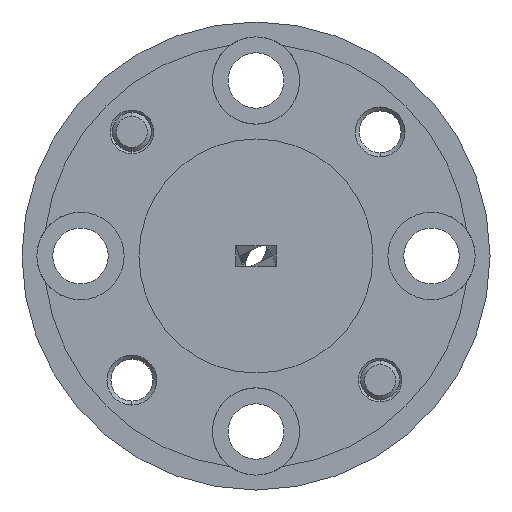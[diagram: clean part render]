
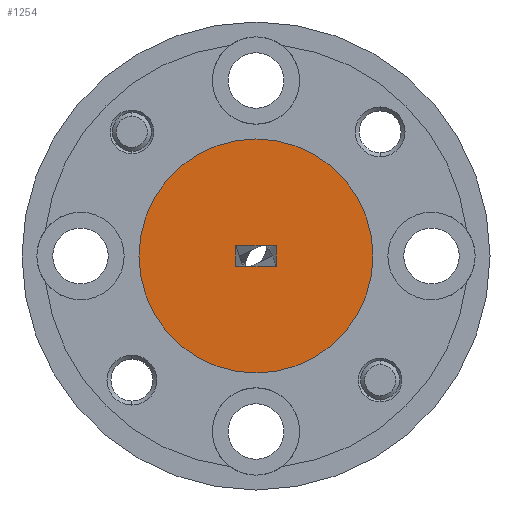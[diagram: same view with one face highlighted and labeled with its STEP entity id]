
A CAD part, left-side view. The second image highlights one B-rep face of the part: STEP entity #1254.
In plain terms, the highlighted planar face has unit normal (-1, 0, 0).
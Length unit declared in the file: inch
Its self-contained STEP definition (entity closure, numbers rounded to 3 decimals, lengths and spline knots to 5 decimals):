
#332 = CIRCLE ( 'NONE', #3592, 0.1875 ) ;
#399 = DIRECTION ( 'NONE',  ( 0., 1., 0. ) ) ;
#478 = CARTESIAN_POINT ( 'NONE',  ( 3., 0.0325, -0.01625 ) ) ;
#847 = DIRECTION ( 'NONE',  ( 1., 0., 0. ) ) ;
#1084 = VECTOR ( 'NONE', #399, 39.37008 ) ;
#1254 = ADVANCED_FACE ( 'NONE', ( #4838, #1939 ), #6590, .F. ) ;
#1654 = DIRECTION ( 'NONE',  ( -1., 0., 0. ) ) ;
#1843 = ORIENTED_EDGE ( 'NONE', *, *, #5597, .F. ) ;
#1850 = EDGE_CURVE ( 'NONE', #2078, #4561, #3269, .T. ) ;
#1939 = FACE_OUTER_BOUND ( 'NONE', #6538, .T. ) ;
#2078 = VERTEX_POINT ( 'NONE', #3905 ) ;
#2085 = CARTESIAN_POINT ( 'NONE',  ( 3., -0.0325, -0.01625 ) ) ;
#2165 = ORIENTED_EDGE ( 'NONE', *, *, #4260, .F. ) ;
#2174 = VERTEX_POINT ( 'NONE', #2085 ) ;
#2491 = DIRECTION ( 'NONE',  ( 0., 0., 1. ) ) ;
#2560 = VERTEX_POINT ( 'NONE', #4319 ) ;
#2608 = DIRECTION ( 'NONE',  ( 0., 0., 1. ) ) ;
#2709 = ORIENTED_EDGE ( 'NONE', *, *, #1850, .F. ) ;
#3027 = AXIS2_PLACEMENT_3D ( 'NONE', #3172, #3141, #2491 ) ;
#3141 = DIRECTION ( 'NONE',  ( -1., 0., 0. ) ) ;
#3172 = CARTESIAN_POINT ( 'NONE',  ( 3., 0., 0. ) ) ;
#3236 = ORIENTED_EDGE ( 'NONE', *, *, #6996, .T. ) ;
#3269 = LINE ( 'NONE', #5587, #1084 ) ;
#3277 = CARTESIAN_POINT ( 'NONE',  ( 3., 0.0325, 0.01625 ) ) ;
#3304 = DIRECTION ( 'NONE',  ( 0., 0., 1. ) ) ;
#3340 = DIRECTION ( 'NONE',  ( 0., -1., 0. ) ) ;
#3382 = CARTESIAN_POINT ( 'NONE',  ( 3., -0.0325, -0.01625 ) ) ;
#3506 = EDGE_LOOP ( 'NONE', ( #1843, #4213, #2165, #2709 ) ) ;
#3592 = AXIS2_PLACEMENT_3D ( 'NONE', #5551, #1654, #3304 ) ;
#3761 = EDGE_CURVE ( 'NONE', #2560, #6356, #332, .T. ) ;
#3824 = VERTEX_POINT ( 'NONE', #478 ) ;
#3905 = CARTESIAN_POINT ( 'NONE',  ( 3., -0.0325, 0.01625 ) ) ;
#3934 = LINE ( 'NONE', #6312, #6839 ) ;
#4213 = ORIENTED_EDGE ( 'NONE', *, *, #7293, .F. ) ;
#4260 = EDGE_CURVE ( 'NONE', #4561, #3824, #7468, .T. ) ;
#4306 = CARTESIAN_POINT ( 'NONE',  ( 3., 0.375, 0. ) ) ;
#4319 = CARTESIAN_POINT ( 'NONE',  ( 3., 0., 0.1875 ) ) ;
#4442 = DIRECTION ( 'NONE',  ( 0., 0., -1. ) ) ;
#4561 = VERTEX_POINT ( 'NONE', #5841 ) ;
#4717 = CIRCLE ( 'NONE', #3027, 0.1875 ) ;
#4838 = FACE_BOUND ( 'NONE', #3506, .T. ) ;
#4952 = VECTOR ( 'NONE', #3340, 39.37008 ) ;
#5551 = CARTESIAN_POINT ( 'NONE',  ( 3., 0., 0. ) ) ;
#5587 = CARTESIAN_POINT ( 'NONE',  ( 3., -0.0325, 0.01625 ) ) ;
#5597 = EDGE_CURVE ( 'NONE', #2174, #2078, #3934, .T. ) ;
#5841 = CARTESIAN_POINT ( 'NONE',  ( 3., 0.0325, 0.01625 ) ) ;
#6199 = DIRECTION ( 'NONE',  ( 0., 0., 1. ) ) ;
#6219 = VECTOR ( 'NONE', #4442, 39.37008 ) ;
#6312 = CARTESIAN_POINT ( 'NONE',  ( 3., -0.0325, 0.01625 ) ) ;
#6356 = VERTEX_POINT ( 'NONE', #6507 ) ;
#6507 = CARTESIAN_POINT ( 'NONE',  ( 3., 0., -0.1875 ) ) ;
#6538 = EDGE_LOOP ( 'NONE', ( #6927, #3236 ) ) ;
#6590 = PLANE ( 'NONE',  #7254 ) ;
#6839 = VECTOR ( 'NONE', #6199, 39.37008 ) ;
#6927 = ORIENTED_EDGE ( 'NONE', *, *, #3761, .T. ) ;
#6996 = EDGE_CURVE ( 'NONE', #6356, #2560, #4717, .T. ) ;
#7254 = AXIS2_PLACEMENT_3D ( 'NONE', #4306, #847, #2608 ) ;
#7293 = EDGE_CURVE ( 'NONE', #3824, #2174, #7375, .T. ) ;
#7375 = LINE ( 'NONE', #3382, #4952 ) ;
#7468 = LINE ( 'NONE', #3277, #6219 ) ;
